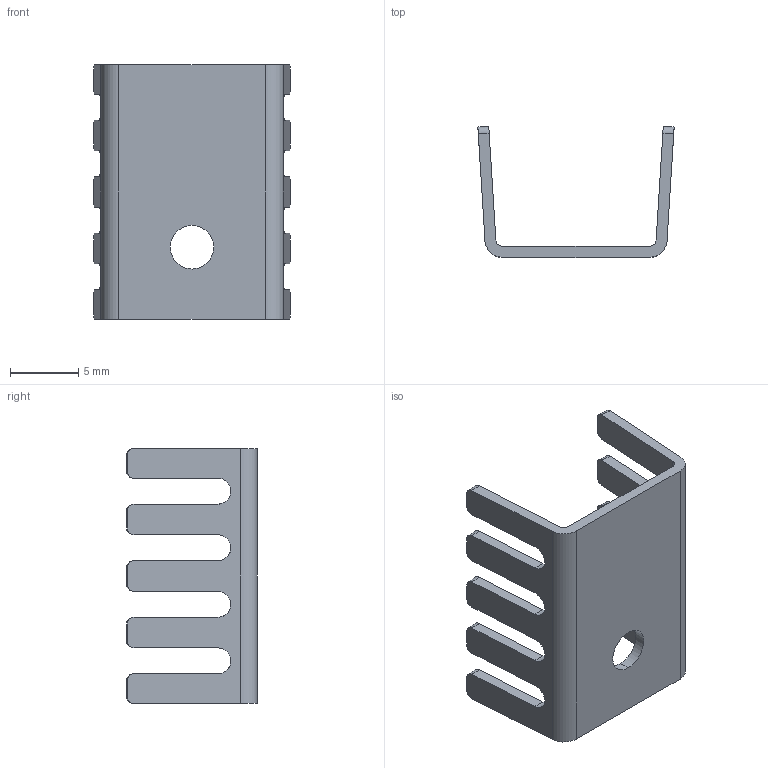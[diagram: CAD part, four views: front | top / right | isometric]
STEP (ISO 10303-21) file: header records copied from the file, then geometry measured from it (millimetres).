
FILE_DESCRIPTION (( 'STEP AP214' ), '1' );
FILE_NAME ('718_STEP.STEP', '2024-12-05T09:00:03', ( '' ), ( '' ), 'SwSTEP 2.0', 'SolidWorks 2023', '' );
FILE_SCHEMA (( 'AUTOMOTIVE_DESIGN' ));
Length unit declared in the file: millimetre
Products named in the file (1): 718_STEP
Bounding box: 14.4 x 9.6 x 18.7 mm (x, y, z)
Volume: 353.6 mm3; surface area: 1059.5 mm2
Topology: 1 solids, 1 shells, 68 faces, 198 edges, 132 vertices
Faces by surface type: cylinder 34, plane 34
Entity records: 2281 total; most frequent: CARTESIAN_POINT 447, ORIENTED_EDGE 396, DIRECTION 372, EDGE_CURVE 198, VERTEX_POINT 132, LINE 130, VECTOR 130, AXIS2_PLACEMENT_3D 121
